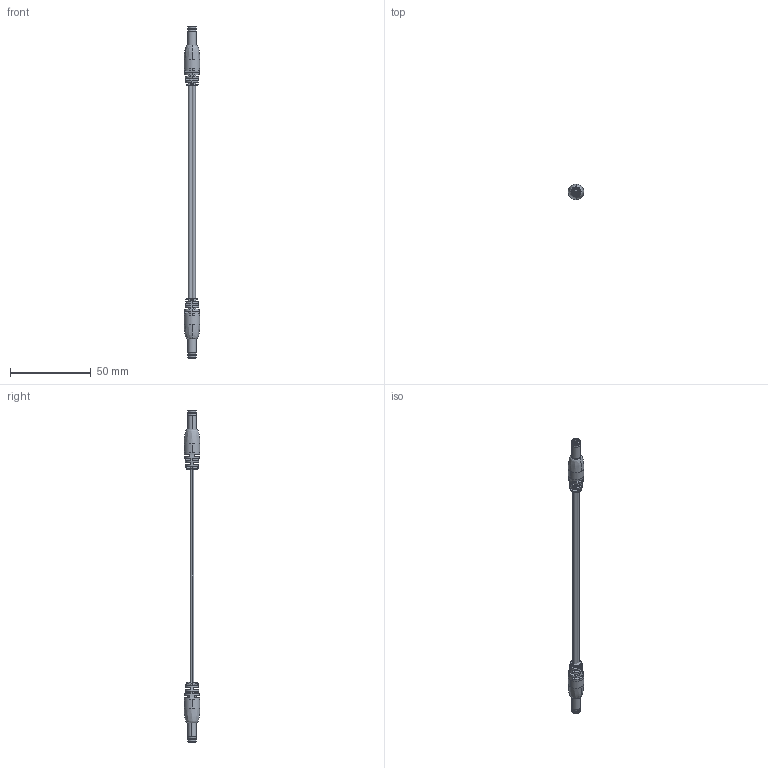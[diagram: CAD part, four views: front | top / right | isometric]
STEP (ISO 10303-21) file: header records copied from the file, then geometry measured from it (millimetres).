
FILE_DESCRIPTION (( 'STEP AP203' ), '1' );
FILE_NAME ('10-02554_revA.STEP', '2017-05-31T20:52:32', ( '' ), ( '' ), 'SwSTEP 2.0', 'SolidWorks 2015', '' );
FILE_SCHEMA (( 'CONFIG_CONTROL_DESIGN' ));
Length unit declared in the file: millimetre
Products named in the file (7): 10-02554_revA; 50-00026 shell; 30-00395_blunt cut; 50-00026; 50-00026 insulator; 50-00026 contact; 24-00003
Assembly tree (8 placements, depth 3):
  10-02554_revA
    30-00395_blunt cut
    24-00003  x2
    50-00026  x2
      50-00026 shell
      50-00026 contact
      50-00026 insulator
Bounding box: 9.6 x 9.6 x 205.36 mm (x, y, z)
Volume: 4322.5 mm3; surface area: 19657.3 mm2
Topology: 101 solids, 101 shells, 1160 faces, 2701 edges, 1766 vertices
Faces by surface type: cylinder 492, plane 394, bspline 178, torus 48, cone 48
Entity records: 28030 total; most frequent: CARTESIAN_POINT 7516, DIRECTION 4259, ORIENTED_EDGE 3868, EDGE_CURVE 1934, AXIS2_PLACEMENT_3D 1788, VERTEX_POINT 1272, EDGE_LOOP 1052, CIRCLE 997
